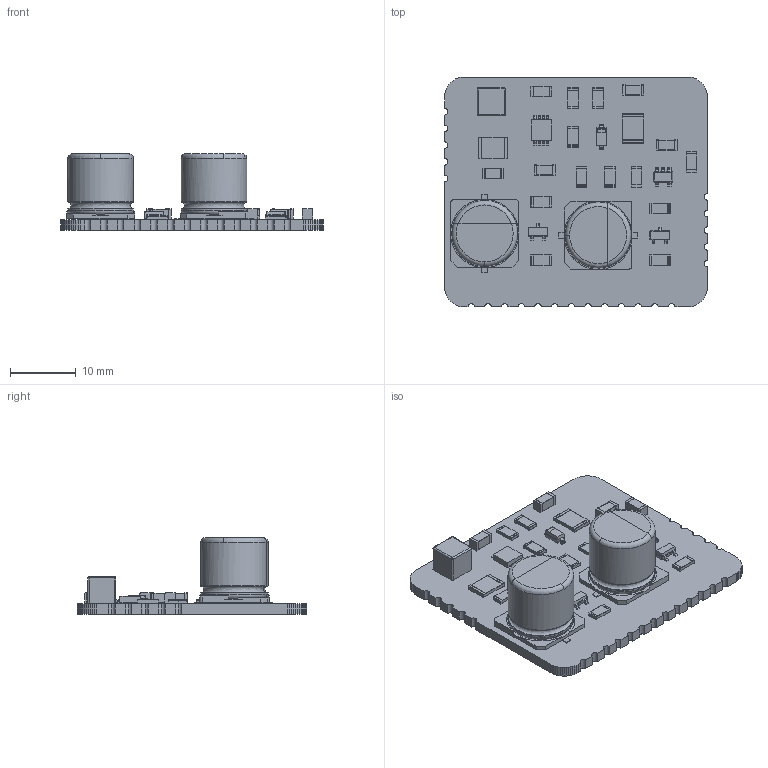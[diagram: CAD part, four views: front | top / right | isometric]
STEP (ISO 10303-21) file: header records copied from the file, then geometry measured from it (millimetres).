
FILE_DESCRIPTION(('KiCad electronic assembly'),'2;1');
FILE_NAME('boostlet.step','2023-12-30T21:47:23',('Pcbnew'),('Kicad'), 'Open CASCADE STEP processor 7.6','KiCad to STEP converter','Unknown' );
FILE_SCHEMA(('AUTOMOTIVE_DESIGN { 1 0 10303 214 1 1 1 1 }'));
Length unit declared in the file: millimetre
Products named in the file (20): boostlet 1; CP_Elec_10x10; SOLID; R_1206_3216Metric; PAM2401SCADJ_MSOP8_DIO; COMPOUND; C_1206_3216Metric; D_SOD-123; SOT-23; R_1812_4532Metric; SOT-23-5; L_Coilcraft_XAL4040-XXX; boostlet PCB
Assembly tree (36 placements, depth 3):
  boostlet 1
    CP_Elec_10x10  x2
      SOLID
    R_1206_3216Metric  x10
      SOLID
    PAM2401SCADJ_MSOP8_DIO
      COMPOUND
    C_1206_3216Metric  x6
      SOLID
    D_SOD-123
      SOLID
    SOT-23  x2
      SOLID
    R_1812_4532Metric  x2
      SOLID
    SOT-23-5
      SOLID
    L_Coilcraft_XAL4040-XXX
      COMPOUND
    boostlet PCB
Bounding box: 40 x 35 x 11.63 mm (x, y, z)
Volume: 3933 mm3; surface area: 4810.8 mm2
Topology: 37 solids, 37 shells, 1161 faces, 2968 edges, 1894 vertices
Faces by surface type: plane 726, cylinder 308, bspline 113, torus 8, sphere 4, revolution 2
Full cylindrical faces by diameter (mm): 10 x4
Entity records: 45180 total; most frequent: CARTESIAN_POINT 8876, DIRECTION 5911, LINE 4002, VECTOR 4002, ORIENTED_EDGE 3282, PCURVE 3282, DEFINITIONAL_REPRESENTATION 3282, EDGE_CURVE 1641
